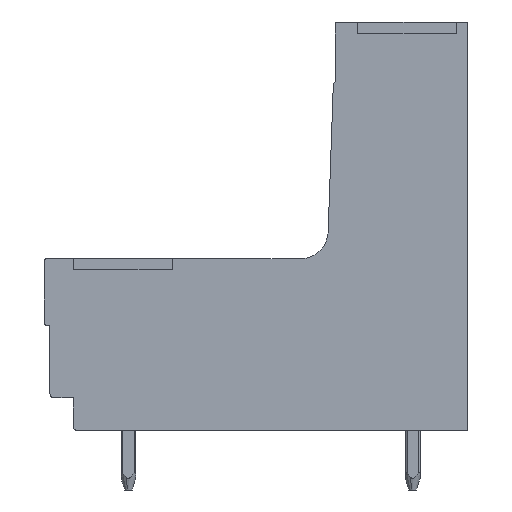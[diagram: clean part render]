
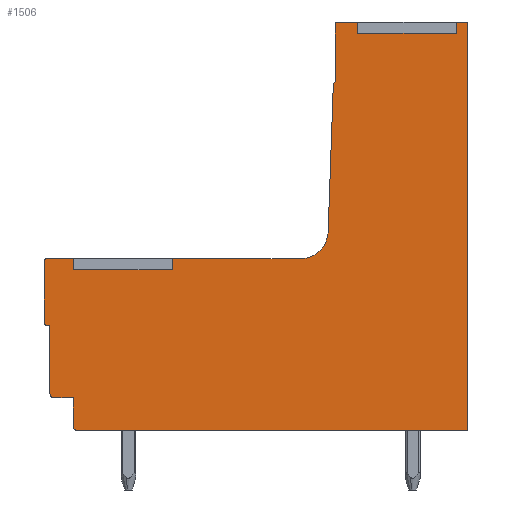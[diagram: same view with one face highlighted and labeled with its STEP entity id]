
A CAD part, left-side view. The second image highlights one B-rep face of the part: STEP entity #1506.
In plain terms, the highlighted planar face has unit normal (-1, 0, 0).
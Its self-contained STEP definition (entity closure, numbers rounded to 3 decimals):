
#1349=AXIS2_PLACEMENT_3D('Plane Axis2P3D',#1346,#1347,#1348) ;
#1360=AXIS2_PLACEMENT_3D('Circle Axis2P3D',#1358,#1359,$) ;
#1374=AXIS2_PLACEMENT_3D('Circle Axis2P3D',#1372,#1373,$) ;
#1388=AXIS2_PLACEMENT_3D('Circle Axis2P3D',#1386,#1387,$) ;
#1407=AXIS2_PLACEMENT_3D('Circle Axis2P3D',#1405,#1406,$) ;
#1421=AXIS2_PLACEMENT_3D('Circle Axis2P3D',#1419,#1420,$) ;
#1442=AXIS2_PLACEMENT_3D('Circle Axis2P3D',#1440,#1441,$) ;
#1463=AXIS2_PLACEMENT_3D('Circle Axis2P3D',#1461,#1462,$) ;
#36=CARTESIAN_POINT('Line Origine',(0.3,5.9,24.8)) ;
#40=CARTESIAN_POINT('Vertex',(0.3,5.9,25.1)) ;
#42=CARTESIAN_POINT('Vertex',(0.3,5.9,24.5)) ;
#76=CARTESIAN_POINT('Line Origine',(0.3,3.25,24.5)) ;
#80=CARTESIAN_POINT('Vertex',(0.3,0.6,24.5)) ;
#135=CARTESIAN_POINT('Vertex',(0.3,0.6,25.1)) ;
#155=CARTESIAN_POINT('Line Origine',(0.3,0.6,24.8)) ;
#172=CARTESIAN_POINT('Line Origine',(0.3,21.14,12.1)) ;
#176=CARTESIAN_POINT('Vertex',(0.3,21.14,12.4)) ;
#178=CARTESIAN_POINT('Vertex',(0.3,21.14,11.8)) ;
#212=CARTESIAN_POINT('Line Origine',(0.3,18.49,11.8)) ;
#216=CARTESIAN_POINT('Vertex',(0.3,15.84,11.8)) ;
#266=CARTESIAN_POINT('Vertex',(0.3,15.84,12.4)) ;
#286=CARTESIAN_POINT('Line Origine',(0.3,15.84,12.1)) ;
#356=CARTESIAN_POINT('Vertex',(0.3,0.,3.2)) ;
#359=CARTESIAN_POINT('Line Origine',(0.3,10.47,3.2)) ;
#363=CARTESIAN_POINT('Vertex',(0.3,20.94,3.2)) ;
#1346=CARTESIAN_POINT('Axis2P3D Location',(0.3,0.,0.)) ;
#1351=CARTESIAN_POINT('Line Origine',(0.3,6.45,25.1)) ;
#1355=CARTESIAN_POINT('Vertex',(0.3,7.,25.1)) ;
#1358=CARTESIAN_POINT('Axis2P3D Location',(0.3,7.,25.)) ;
#1362=CARTESIAN_POINT('Vertex',(0.3,7.1,25.)) ;
#1365=CARTESIAN_POINT('Line Origine',(0.3,7.1,23.45)) ;
#1369=CARTESIAN_POINT('Vertex',(0.3,7.1,21.9)) ;
#1372=CARTESIAN_POINT('Axis2P3D Location',(0.3,6.952,21.694)) ;
#1376=CARTESIAN_POINT('Vertex',(0.3,7.206,21.705)) ;
#1379=CARTESIAN_POINT('Line Origine',(0.3,7.343,17.776)) ;
#1383=CARTESIAN_POINT('Vertex',(0.3,7.48,13.848)) ;
#1386=CARTESIAN_POINT('Axis2P3D Location',(0.3,8.979,13.9)) ;
#1390=CARTESIAN_POINT('Vertex',(0.3,8.979,12.4)) ;
#1393=CARTESIAN_POINT('Line Origine',(0.3,12.41,12.4)) ;
#1398=CARTESIAN_POINT('Line Origine',(0.3,21.87,12.4)) ;
#1402=CARTESIAN_POINT('Vertex',(0.3,22.6,12.4)) ;
#1405=CARTESIAN_POINT('Axis2P3D Location',(0.3,22.6,12.3)) ;
#1409=CARTESIAN_POINT('Vertex',(0.3,22.7,12.3)) ;
#1412=CARTESIAN_POINT('Line Origine',(0.3,22.7,10.65)) ;
#1416=CARTESIAN_POINT('Vertex',(0.3,22.7,9.)) ;
#1419=CARTESIAN_POINT('Axis2P3D Location',(0.3,22.5,9.)) ;
#1423=CARTESIAN_POINT('Vertex',(0.3,22.5,8.8)) ;
#1426=CARTESIAN_POINT('Line Origine',(0.3,22.45,8.8)) ;
#1430=CARTESIAN_POINT('Vertex',(0.3,22.4,8.8)) ;
#1433=CARTESIAN_POINT('Line Origine',(0.3,22.4,6.975)) ;
#1437=CARTESIAN_POINT('Vertex',(0.3,22.4,5.15)) ;
#1440=CARTESIAN_POINT('Axis2P3D Location',(0.3,22.2,5.15)) ;
#1444=CARTESIAN_POINT('Vertex',(0.3,22.2,4.95)) ;
#1447=CARTESIAN_POINT('Line Origine',(0.3,21.67,4.95)) ;
#1451=CARTESIAN_POINT('Vertex',(0.3,21.14,4.95)) ;
#1454=CARTESIAN_POINT('Line Origine',(0.3,21.14,4.175)) ;
#1458=CARTESIAN_POINT('Vertex',(0.3,21.14,3.4)) ;
#1461=CARTESIAN_POINT('Axis2P3D Location',(0.3,20.94,3.4)) ;
#1466=CARTESIAN_POINT('Line Origine',(0.3,0.,14.15)) ;
#1470=CARTESIAN_POINT('Vertex',(0.3,0.,25.1)) ;
#1473=CARTESIAN_POINT('Line Origine',(0.3,0.3,25.1)) ;
#37=DIRECTION('Vector Direction',(0.,0.,1.)) ;
#77=DIRECTION('Vector Direction',(0.,1.,0.)) ;
#156=DIRECTION('Vector Direction',(0.,0.,-1.)) ;
#173=DIRECTION('Vector Direction',(0.,0.,1.)) ;
#213=DIRECTION('Vector Direction',(0.,1.,0.)) ;
#287=DIRECTION('Vector Direction',(0.,0.,-1.)) ;
#360=DIRECTION('Vector Direction',(0.,1.,0.)) ;
#1347=DIRECTION('Axis2P3D Direction',(-1.,0.,0.)) ;
#1348=DIRECTION('Axis2P3D XDirection',(0.,0.,1.)) ;
#1352=DIRECTION('Vector Direction',(0.,-1.,0.)) ;
#1359=DIRECTION('Axis2P3D Direction',(-1.,0.,0.)) ;
#1366=DIRECTION('Vector Direction',(0.,0.,1.)) ;
#1373=DIRECTION('Axis2P3D Direction',(-1.,0.,0.)) ;
#1380=DIRECTION('Vector Direction',(0.,-0.035,0.999)) ;
#1387=DIRECTION('Axis2P3D Direction',(-1.,0.,0.)) ;
#1394=DIRECTION('Vector Direction',(0.,-1.,0.)) ;
#1399=DIRECTION('Vector Direction',(0.,-1.,0.)) ;
#1406=DIRECTION('Axis2P3D Direction',(-1.,0.,0.)) ;
#1413=DIRECTION('Vector Direction',(0.,0.,1.)) ;
#1420=DIRECTION('Axis2P3D Direction',(-1.,0.,0.)) ;
#1427=DIRECTION('Vector Direction',(0.,1.,0.)) ;
#1434=DIRECTION('Vector Direction',(0.,0.,1.)) ;
#1441=DIRECTION('Axis2P3D Direction',(-1.,0.,0.)) ;
#1448=DIRECTION('Vector Direction',(0.,1.,0.)) ;
#1455=DIRECTION('Vector Direction',(0.,0.,1.)) ;
#1462=DIRECTION('Axis2P3D Direction',(-1.,0.,0.)) ;
#1467=DIRECTION('Vector Direction',(0.,0.,-1.)) ;
#1474=DIRECTION('Vector Direction',(0.,-1.,0.)) ;
#38=VECTOR('Line Direction',#37,1.) ;
#78=VECTOR('Line Direction',#77,1.) ;
#157=VECTOR('Line Direction',#156,1.) ;
#174=VECTOR('Line Direction',#173,1.) ;
#214=VECTOR('Line Direction',#213,1.) ;
#288=VECTOR('Line Direction',#287,1.) ;
#361=VECTOR('Line Direction',#360,1.) ;
#1353=VECTOR('Line Direction',#1352,1.) ;
#1367=VECTOR('Line Direction',#1366,1.) ;
#1381=VECTOR('Line Direction',#1380,1.) ;
#1395=VECTOR('Line Direction',#1394,1.) ;
#1400=VECTOR('Line Direction',#1399,1.) ;
#1414=VECTOR('Line Direction',#1413,1.) ;
#1428=VECTOR('Line Direction',#1427,1.) ;
#1435=VECTOR('Line Direction',#1434,1.) ;
#1449=VECTOR('Line Direction',#1448,1.) ;
#1456=VECTOR('Line Direction',#1455,1.) ;
#1468=VECTOR('Line Direction',#1467,1.) ;
#1475=VECTOR('Line Direction',#1474,1.) ;
#1479=ORIENTED_EDGE('',*,*,#1357,.T.) ;
#1480=ORIENTED_EDGE('',*,*,#1364,.T.) ;
#1481=ORIENTED_EDGE('',*,*,#1371,.T.) ;
#1482=ORIENTED_EDGE('',*,*,#1378,.T.) ;
#1483=ORIENTED_EDGE('',*,*,#1385,.T.) ;
#1484=ORIENTED_EDGE('',*,*,#1392,.T.) ;
#1485=ORIENTED_EDGE('',*,*,#1397,.T.) ;
#1486=ORIENTED_EDGE('',*,*,#290,.F.) ;
#1487=ORIENTED_EDGE('',*,*,#218,.F.) ;
#1488=ORIENTED_EDGE('',*,*,#180,.F.) ;
#1489=ORIENTED_EDGE('',*,*,#1404,.T.) ;
#1490=ORIENTED_EDGE('',*,*,#1411,.T.) ;
#1491=ORIENTED_EDGE('',*,*,#1418,.T.) ;
#1492=ORIENTED_EDGE('',*,*,#1425,.T.) ;
#1493=ORIENTED_EDGE('',*,*,#1432,.T.) ;
#1494=ORIENTED_EDGE('',*,*,#1439,.T.) ;
#1495=ORIENTED_EDGE('',*,*,#1446,.T.) ;
#1496=ORIENTED_EDGE('',*,*,#1453,.T.) ;
#1497=ORIENTED_EDGE('',*,*,#1460,.T.) ;
#1498=ORIENTED_EDGE('',*,*,#1465,.T.) ;
#1499=ORIENTED_EDGE('',*,*,#365,.T.) ;
#1500=ORIENTED_EDGE('',*,*,#1472,.T.) ;
#1501=ORIENTED_EDGE('',*,*,#1477,.T.) ;
#1502=ORIENTED_EDGE('',*,*,#159,.F.) ;
#1503=ORIENTED_EDGE('',*,*,#82,.F.) ;
#1504=ORIENTED_EDGE('',*,*,#44,.F.) ;
#1506=ADVANCED_FACE('HOUSING',(#1505),#1350,.T.) ;
#1361=CIRCLE('generated circle',#1360,0.1) ;
#1375=CIRCLE('generated circle',#1374,0.253) ;
#1389=CIRCLE('generated circle',#1388,1.5) ;
#1408=CIRCLE('generated circle',#1407,0.1) ;
#1422=CIRCLE('generated circle',#1421,0.2) ;
#1443=CIRCLE('generated circle',#1442,0.2) ;
#1464=CIRCLE('generated circle',#1463,0.2) ;
#44=EDGE_CURVE('',#41,#43,#39,.F.) ;
#82=EDGE_CURVE('',#43,#81,#79,.F.) ;
#159=EDGE_CURVE('',#81,#136,#158,.F.) ;
#180=EDGE_CURVE('',#177,#179,#175,.F.) ;
#218=EDGE_CURVE('',#179,#217,#215,.F.) ;
#290=EDGE_CURVE('',#217,#267,#289,.F.) ;
#365=EDGE_CURVE('',#364,#357,#362,.F.) ;
#1357=EDGE_CURVE('',#41,#1356,#1354,.F.) ;
#1364=EDGE_CURVE('',#1356,#1363,#1361,.T.) ;
#1371=EDGE_CURVE('',#1363,#1370,#1368,.F.) ;
#1378=EDGE_CURVE('',#1370,#1377,#1375,.T.) ;
#1385=EDGE_CURVE('',#1377,#1384,#1382,.F.) ;
#1392=EDGE_CURVE('',#1384,#1391,#1389,.F.) ;
#1397=EDGE_CURVE('',#1391,#267,#1396,.F.) ;
#1404=EDGE_CURVE('',#177,#1403,#1401,.F.) ;
#1411=EDGE_CURVE('',#1403,#1410,#1408,.T.) ;
#1418=EDGE_CURVE('',#1410,#1417,#1415,.F.) ;
#1425=EDGE_CURVE('',#1417,#1424,#1422,.T.) ;
#1432=EDGE_CURVE('',#1424,#1431,#1429,.F.) ;
#1439=EDGE_CURVE('',#1431,#1438,#1436,.F.) ;
#1446=EDGE_CURVE('',#1438,#1445,#1443,.T.) ;
#1453=EDGE_CURVE('',#1445,#1452,#1450,.F.) ;
#1460=EDGE_CURVE('',#1452,#1459,#1457,.F.) ;
#1465=EDGE_CURVE('',#1459,#364,#1464,.T.) ;
#1472=EDGE_CURVE('',#357,#1471,#1469,.F.) ;
#1477=EDGE_CURVE('',#1471,#136,#1476,.F.) ;
#1478=EDGE_LOOP('',(#1479,#1480,#1481,#1482,#1483,#1484,#1485,#1486,#1487,#1488,#1489,#1490,#1491,#1492,#1493,#1494,#1495,#1496,#1497,#1498,#1499,#1500,#1501,#1502,#1503,#1504)) ;
#1505=FACE_OUTER_BOUND('',#1478,.T.) ;
#39=LINE('Line',#36,#38) ;
#79=LINE('Line',#76,#78) ;
#158=LINE('Line',#155,#157) ;
#175=LINE('Line',#172,#174) ;
#215=LINE('Line',#212,#214) ;
#289=LINE('Line',#286,#288) ;
#362=LINE('Line',#359,#361) ;
#1354=LINE('Line',#1351,#1353) ;
#1368=LINE('Line',#1365,#1367) ;
#1382=LINE('Line',#1379,#1381) ;
#1396=LINE('Line',#1393,#1395) ;
#1401=LINE('Line',#1398,#1400) ;
#1415=LINE('Line',#1412,#1414) ;
#1429=LINE('Line',#1426,#1428) ;
#1436=LINE('Line',#1433,#1435) ;
#1450=LINE('Line',#1447,#1449) ;
#1457=LINE('Line',#1454,#1456) ;
#1469=LINE('Line',#1466,#1468) ;
#1476=LINE('Line',#1473,#1475) ;
#1350=PLANE('',#1349) ;
#41=VERTEX_POINT('',#40) ;
#43=VERTEX_POINT('',#42) ;
#81=VERTEX_POINT('',#80) ;
#136=VERTEX_POINT('',#135) ;
#177=VERTEX_POINT('',#176) ;
#179=VERTEX_POINT('',#178) ;
#217=VERTEX_POINT('',#216) ;
#267=VERTEX_POINT('',#266) ;
#357=VERTEX_POINT('',#356) ;
#364=VERTEX_POINT('',#363) ;
#1356=VERTEX_POINT('',#1355) ;
#1363=VERTEX_POINT('',#1362) ;
#1370=VERTEX_POINT('',#1369) ;
#1377=VERTEX_POINT('',#1376) ;
#1384=VERTEX_POINT('',#1383) ;
#1391=VERTEX_POINT('',#1390) ;
#1403=VERTEX_POINT('',#1402) ;
#1410=VERTEX_POINT('',#1409) ;
#1417=VERTEX_POINT('',#1416) ;
#1424=VERTEX_POINT('',#1423) ;
#1431=VERTEX_POINT('',#1430) ;
#1438=VERTEX_POINT('',#1437) ;
#1445=VERTEX_POINT('',#1444) ;
#1452=VERTEX_POINT('',#1451) ;
#1459=VERTEX_POINT('',#1458) ;
#1471=VERTEX_POINT('',#1470) ;
